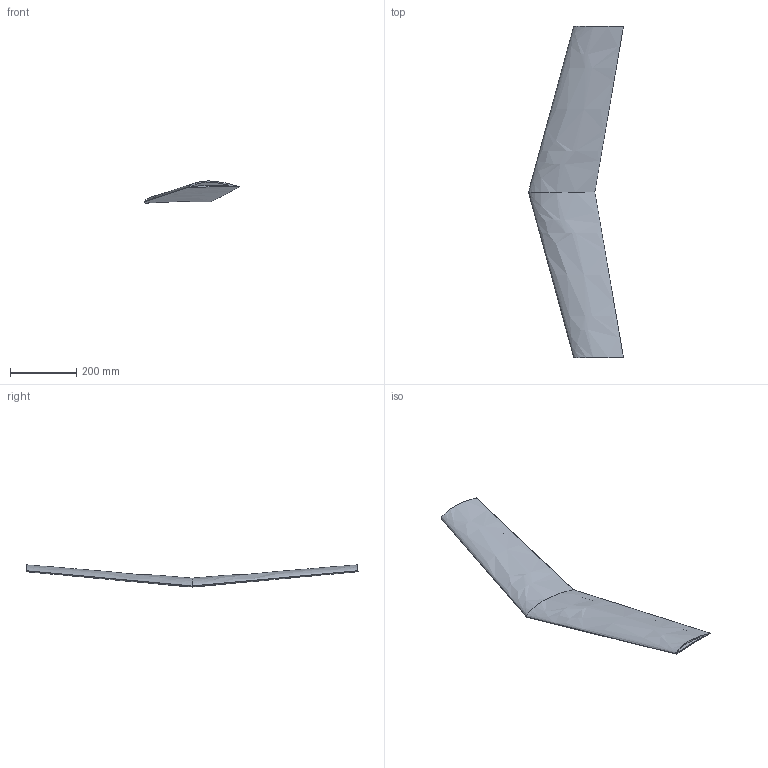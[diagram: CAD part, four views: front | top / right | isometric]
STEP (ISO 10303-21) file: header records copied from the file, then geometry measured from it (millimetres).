
FILE_DESCRIPTION(/* description */ (''),/* implementation_level */ '2;1');
FILE_NAME(/* name */ '5f31ab2e259da01626cb181d',/* time_stamp */ '2020-08-10T20:16:49+00:00',/* author */ (''),/* organization */ (''),/* preprocessor_version */ 'ST-DEVELOPER v16.7',/* originating_system */ $,/* authorisation */ $);
FILE_SCHEMA (('AUTOMOTIVE_DESIGN {1 0 10303 214 3 1 1}'));
Length unit declared in the file: metre
Products named in the file (1): Open CASCADE STEP translator 6.8 3
Bounding box: 286.47 x 1001.58 x 67.07 mm (x, y, z)
Volume: 1190551 mm3; surface area: 645593.5 mm2
Topology: 1 solids, 1 shells, 10 faces, 21 edges, 13 vertices
Faces by surface type: bspline 8, plane 2
Entity records: 7204 total; most frequent: CARTESIAN_POINT 7012, ORIENTED_EDGE 42, EDGE_CURVE 21, B_SPLINE_CURVE_WITH_KNOTS 17, VERTEX_POINT 13, EDGE_LOOP 12, FACE_BOUND 12, ADVANCED_FACE 10
